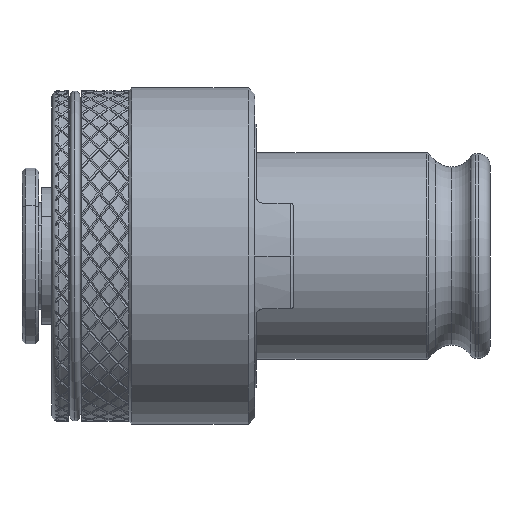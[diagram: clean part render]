
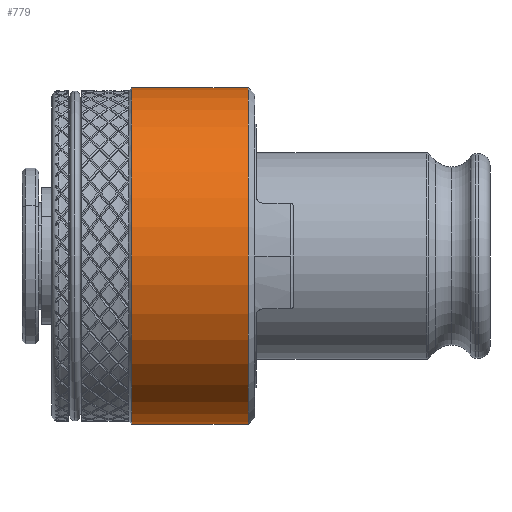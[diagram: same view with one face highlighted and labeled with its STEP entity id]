
A CAD part, front view. The second image highlights one B-rep face of the part: STEP entity #779.
In plain terms, the highlighted cylindrical face has radius 25.25 mm (diameter 50.5 mm), a partial arc.
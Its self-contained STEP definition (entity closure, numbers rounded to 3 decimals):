
#257 = EDGE_CURVE ( 'NONE', #7646, #37738, #50745, .T. ) ;
#779 = ADVANCED_FACE ( 'NONE', ( #45193 ), #18000, .T. ) ;
#988 = CARTESIAN_POINT ( 'NONE',  ( -9.397, 0., 25.25 ) ) ;
#1337 = ORIENTED_EDGE ( 'NONE', *, *, #14892, .F. ) ;
#3365 = VECTOR ( 'NONE', #15743, 1000. ) ;
#6559 = DIRECTION ( 'NONE',  ( -1., 0., 0. ) ) ;
#6622 = CARTESIAN_POINT ( 'NONE',  ( 9.103, 0., 25.25 ) ) ;
#7483 = ORIENTED_EDGE ( 'NONE', *, *, #23014, .T. ) ;
#7646 = VERTEX_POINT ( 'NONE', #18232 ) ;
#11032 = CARTESIAN_POINT ( 'NONE',  ( 9.103, 0., -25.25 ) ) ;
#14892 = EDGE_CURVE ( 'NONE', #52675, #37738, #16153, .T. ) ;
#15743 = DIRECTION ( 'NONE',  ( -1., 0., 0. ) ) ;
#16153 = CIRCLE ( 'NONE', #42688, 25.25 ) ;
#18000 = CYLINDRICAL_SURFACE ( 'NONE', #34932, 25.25 ) ;
#18232 = CARTESIAN_POINT ( 'NONE',  ( 8.103, 0., 25.25 ) ) ;
#19758 = AXIS2_PLACEMENT_3D ( 'NONE', #29743, #65254, #34891 ) ;
#22066 = VECTOR ( 'NONE', #6559, 1000. ) ;
#23014 = EDGE_CURVE ( 'NONE', #50811, #7646, #42912, .T. ) ;
#29743 = CARTESIAN_POINT ( 'NONE',  ( 8.103, 0., 0. ) ) ;
#29833 = CARTESIAN_POINT ( 'NONE',  ( -9.397, 0., 0. ) ) ;
#34891 = DIRECTION ( 'NONE',  ( 0., 0., -1. ) ) ;
#34932 = AXIS2_PLACEMENT_3D ( 'NONE', #48159, #46411, #46862 ) ;
#34976 = DIRECTION ( 'NONE',  ( 0., 0., -1. ) ) ;
#36110 = CARTESIAN_POINT ( 'NONE',  ( -9.397, 0., -25.25 ) ) ;
#37738 = VERTEX_POINT ( 'NONE', #988 ) ;
#42607 = LINE ( 'NONE', #11032, #3365 ) ;
#42688 = AXIS2_PLACEMENT_3D ( 'NONE', #29833, #65343, #34976 ) ;
#42912 = CIRCLE ( 'NONE', #19758, 25.25 ) ;
#45193 = FACE_OUTER_BOUND ( 'NONE', #65517, .T. ) ;
#45211 = CARTESIAN_POINT ( 'NONE',  ( 8.103, 0., -25.25 ) ) ;
#46411 = DIRECTION ( 'NONE',  ( -1., 0., 0. ) ) ;
#46862 = DIRECTION ( 'NONE',  ( 0., 0., -1. ) ) ;
#48159 = CARTESIAN_POINT ( 'NONE',  ( 9.103, 0., 0. ) ) ;
#50745 = LINE ( 'NONE', #6622, #22066 ) ;
#50811 = VERTEX_POINT ( 'NONE', #45211 ) ;
#52675 = VERTEX_POINT ( 'NONE', #36110 ) ;
#55454 = ORIENTED_EDGE ( 'NONE', *, *, #60872, .F. ) ;
#56200 = ORIENTED_EDGE ( 'NONE', *, *, #257, .T. ) ;
#60872 = EDGE_CURVE ( 'NONE', #50811, #52675, #42607, .T. ) ;
#65254 = DIRECTION ( 'NONE',  ( -1., 0., 0. ) ) ;
#65343 = DIRECTION ( 'NONE',  ( -1., 0., 0. ) ) ;
#65517 = EDGE_LOOP ( 'NONE', ( #7483, #56200, #1337, #55454 ) ) ;
